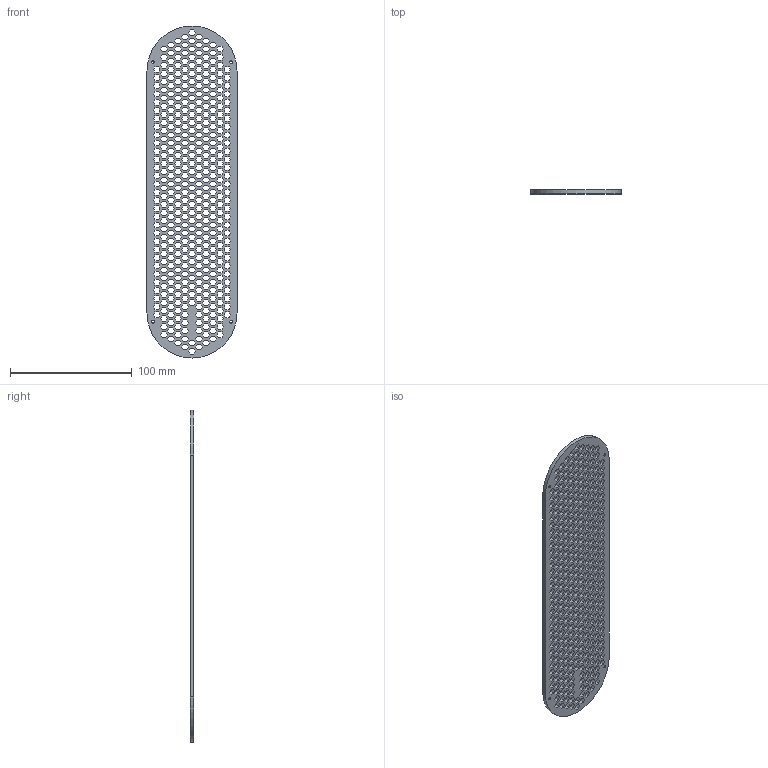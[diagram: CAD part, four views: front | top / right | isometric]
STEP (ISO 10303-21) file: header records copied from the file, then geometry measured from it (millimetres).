
FILE_DESCRIPTION(/* description */ (''),/* implementation_level */ '2;1');
FILE_NAME(/* name */ 'Front Pattern 2.step',/* time_stamp */ '2022-12-03T00:22:49-08:00',/* author */ (''),/* organization */ (''),/* preprocessor_version */ 'ST-DEVELOPER v19.2',/* originating_system */ 'Autodesk Translation Framework v11.17.0.187',/* authorisation */ '');
FILE_SCHEMA (('AUTOMOTIVE_DESIGN { 1 0 10303 214 3 1 1 }'));
Length unit declared in the file: centimetre
Products named in the file (1): Front_Side_ Hex
Bounding box: 73.96 x 3 x 272.23 mm (x, y, z)
Volume: 33996.7 mm3; surface area: 44087.2 mm2
Topology: 1 solids, 1 shells, 2506 faces, 7482 edges, 4988 vertices
Faces by surface type: plane 2437, bspline 63, cylinder 6
Full cylindrical faces by diameter (mm): 2.2 x4
Entity records: 84853 total; most frequent: CARTESIAN_POINT 16171, ORIENTED_EDGE 14964, DIRECTION 12256, EDGE_CURVE 7482, LINE 7344, VECTOR 7344, VERTEX_POINT 4988, EDGE_LOOP 3320
